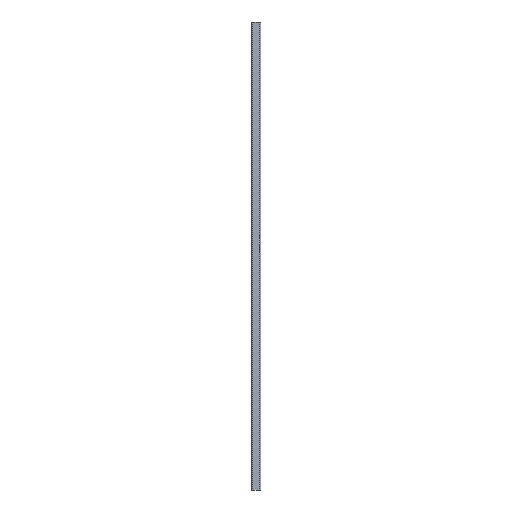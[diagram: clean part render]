
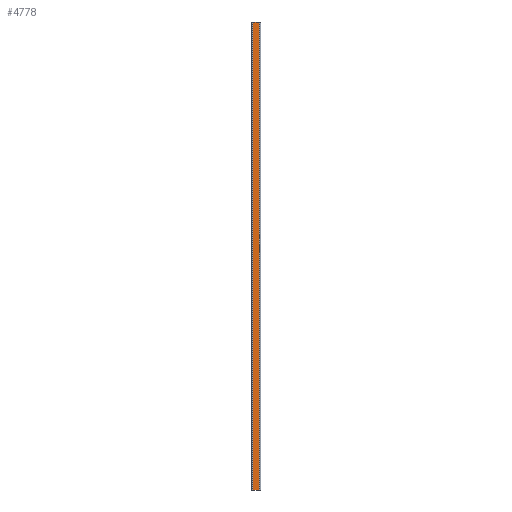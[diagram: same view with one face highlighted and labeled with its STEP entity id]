
A CAD part, left-side view. The second image highlights one B-rep face of the part: STEP entity #4778.
In plain terms, the highlighted planar face has unit normal (-1, 0, 0).
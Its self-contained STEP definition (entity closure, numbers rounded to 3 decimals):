
#694 = VERTEX_POINT ( 'NONE', #5374 ) ;
#774 = VERTEX_POINT ( 'NONE', #1531 ) ;
#838 = CARTESIAN_POINT ( 'NONE',  ( 8.5, -17., -470. ) ) ;
#1129 = DIRECTION ( 'NONE',  ( 0., -1., 0. ) ) ;
#1179 = VERTEX_POINT ( 'NONE', #2513 ) ;
#1243 = DIRECTION ( 'NONE',  ( 0., 1., 0. ) ) ;
#1531 = CARTESIAN_POINT ( 'NONE',  ( 8.5, -17., -470. ) ) ;
#1687 = EDGE_LOOP ( 'NONE', ( #2630, #4732, #6093, #5681 ) ) ;
#1894 = VECTOR ( 'NONE', #1243, 1000. ) ;
#2211 = EDGE_CURVE ( 'NONE', #774, #6262, #5128, .T. ) ;
#2513 = CARTESIAN_POINT ( 'NONE',  ( 8.5, -3., -470. ) ) ;
#2544 = VECTOR ( 'NONE', #1129, 1000. ) ;
#2630 = ORIENTED_EDGE ( 'NONE', *, *, #5680, .F. ) ;
#3096 = EDGE_CURVE ( 'NONE', #694, #6262, #3110, .T. ) ;
#3110 = LINE ( 'NONE', #6321, #2544 ) ;
#3185 = CARTESIAN_POINT ( 'NONE',  ( 8.5, -3., -470. ) ) ;
#3483 = CARTESIAN_POINT ( 'NONE',  ( 8.5, 0., 0. ) ) ;
#3799 = CARTESIAN_POINT ( 'NONE',  ( 8.5, -1.5, -470. ) ) ;
#3964 = CARTESIAN_POINT ( 'NONE',  ( 8.5, -17., 470. ) ) ;
#4217 = VECTOR ( 'NONE', #5625, 1000. ) ;
#4312 = VECTOR ( 'NONE', #6399, 1000. ) ;
#4641 = AXIS2_PLACEMENT_3D ( 'NONE', #3483, #5604, #5567 ) ;
#4732 = ORIENTED_EDGE ( 'NONE', *, *, #2211, .T. ) ;
#4778 = ADVANCED_FACE ( 'NONE', ( #5648 ), #5007, .T. ) ;
#5007 = PLANE ( 'NONE',  #4641 ) ;
#5128 = LINE ( 'NONE', #838, #4217 ) ;
#5369 = LINE ( 'NONE', #3185, #4312 ) ;
#5374 = CARTESIAN_POINT ( 'NONE',  ( 8.5, -3., 470. ) ) ;
#5567 = DIRECTION ( 'NONE',  ( 0., -1., 0. ) ) ;
#5604 = DIRECTION ( 'NONE',  ( -1., 0., 0. ) ) ;
#5625 = DIRECTION ( 'NONE',  ( 0., 0., 1. ) ) ;
#5635 = EDGE_CURVE ( 'NONE', #1179, #694, #5369, .T. ) ;
#5648 = FACE_OUTER_BOUND ( 'NONE', #1687, .T. ) ;
#5680 = EDGE_CURVE ( 'NONE', #774, #1179, #6428, .T. ) ;
#5681 = ORIENTED_EDGE ( 'NONE', *, *, #5635, .F. ) ;
#6093 = ORIENTED_EDGE ( 'NONE', *, *, #3096, .F. ) ;
#6262 = VERTEX_POINT ( 'NONE', #3964 ) ;
#6321 = CARTESIAN_POINT ( 'NONE',  ( 8.5, -20., 470. ) ) ;
#6399 = DIRECTION ( 'NONE',  ( 0., 0., 1. ) ) ;
#6428 = LINE ( 'NONE', #3799, #1894 ) ;
